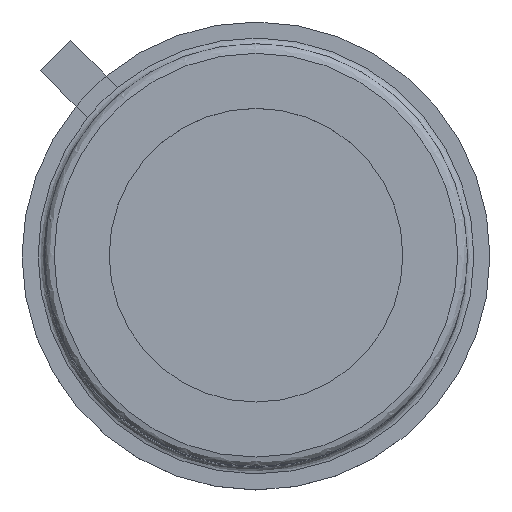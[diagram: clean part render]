
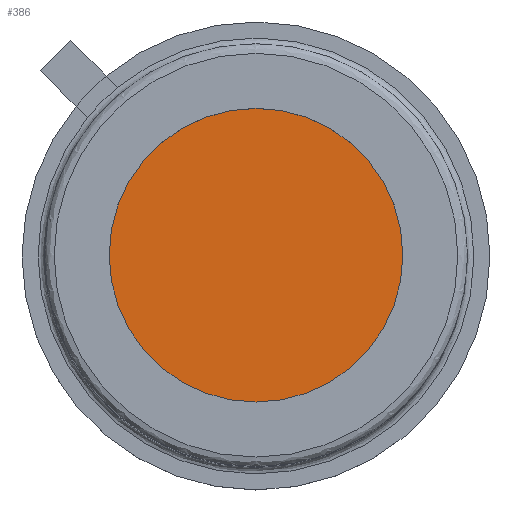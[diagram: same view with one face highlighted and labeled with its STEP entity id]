
A CAD part, top view. The second image highlights one B-rep face of the part: STEP entity #386.
In plain terms, the highlighted planar face has unit normal (0, 0, 1).
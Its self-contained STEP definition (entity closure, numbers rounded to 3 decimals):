
#63=DIRECTION('',(0.,0.,1.));
#370=VERTEX_POINT('',#371);
#371=CARTESIAN_POINT('',(-0.41,0.,13.9));
#377=ORIENTED_EDGE('',*,*,#378,.F.);
#378=EDGE_CURVE('',#370,#370,#379,.T.);
#379=CIRCLE('',#380,2.95);
#380=AXIS2_PLACEMENT_3D('',#381,#63,#382);
#381=CARTESIAN_POINT('',(2.54,0.,13.9));
#382=DIRECTION('',(-1.,0.,0.));
#386=ADVANCED_FACE('',(#387),#389,.T.);
#387=FACE_BOUND('',#388,.F.);
#388=EDGE_LOOP('',(#377));
#389=PLANE('',#380);
